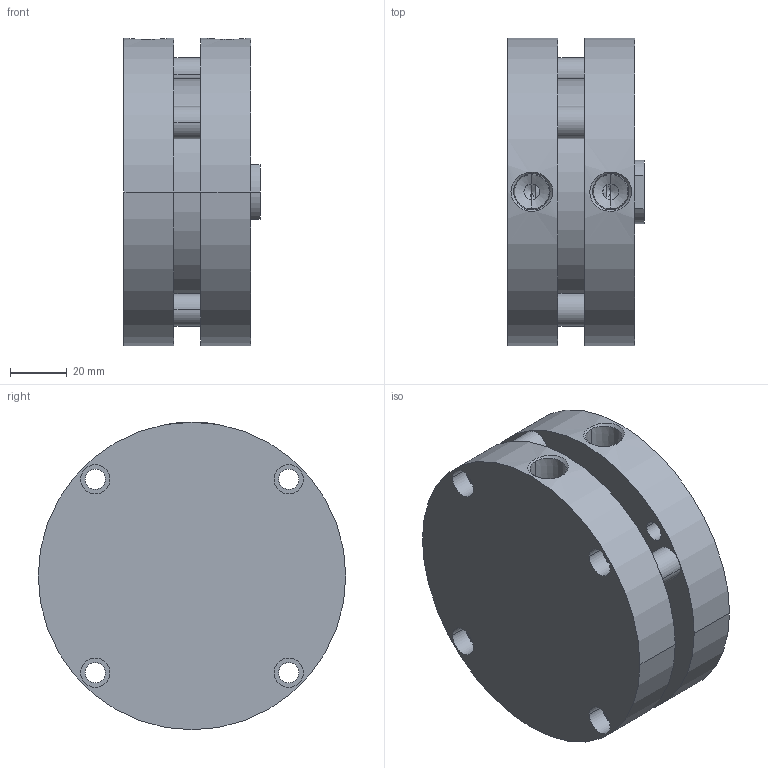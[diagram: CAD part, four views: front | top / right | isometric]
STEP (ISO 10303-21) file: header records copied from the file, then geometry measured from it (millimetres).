
FILE_DESCRIPTION (( 'STEP AP214' ), '1' );
FILE_NAME ('C48005D.STEP', '2015-02-18T14:03:19', ( '' ), ( '' ), 'SwSTEP 2.0', 'SolidWorks 2014', '' );
FILE_SCHEMA (( 'AUTOMOTIVE_DESIGN' ));
Length unit declared in the file: inch
Products named in the file (7): C48005D-FO1_BM_r; C48005D-rod_part; C48005D-FO1_BM_rod; C48005D-FO1_BM_heads (2); C48005D-FO1_BM_tube; C48005D-FO1_BM_heads; C48005D
Assembly tree (9 placements, depth 2):
  C48005D
    C48005D-FO1_BM_heads
    C48005D-FO1_BM_tube
    C48005D-FO1_BM_heads (2)
    C48005D-FO1_BM_rod
    C48005D-rod_part
    C48005D-FO1_BM_r  x4
Bounding box: 47.75 x 107.95 x 107.95 mm (x, y, z)
Volume: 305364 mm3; surface area: 89974.3 mm2
Topology: 9 solids, 9 shells, 165 faces, 354 edges, 228 vertices
Faces by surface type: cylinder 98, plane 49, cone 18
Entity records: 4480 total; most frequent: CARTESIAN_POINT 873, DIRECTION 760, ORIENTED_EDGE 592, AXIS2_PLACEMENT_3D 325, EDGE_CURVE 296, VERTEX_POINT 192, EDGE_LOOP 180, CIRCLE 178
